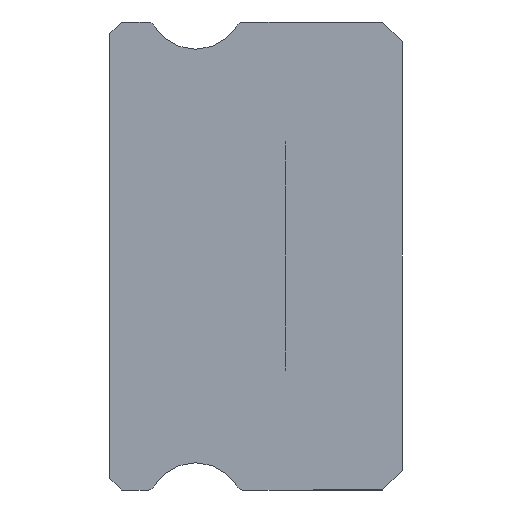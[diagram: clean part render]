
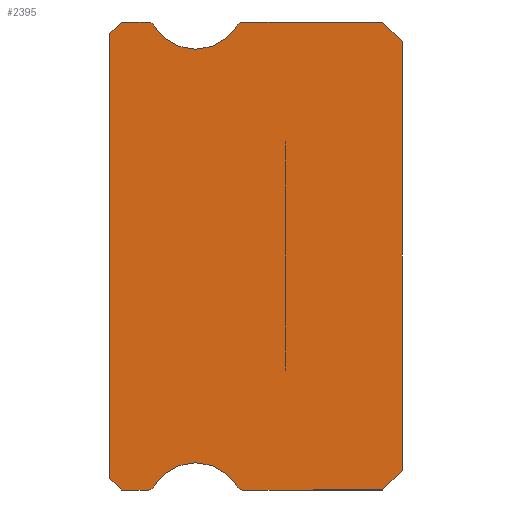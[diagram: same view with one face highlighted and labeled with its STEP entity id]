
A CAD part, left-side view. The second image highlights one B-rep face of the part: STEP entity #2395.
In plain terms, the highlighted planar face has unit normal (-1, 0, 0).
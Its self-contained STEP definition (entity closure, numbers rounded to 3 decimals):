
#38 = DIRECTION ( 'NONE',  ( 0., 0., -1. ) ) ;
#53 = ORIENTED_EDGE ( 'NONE', *, *, #5386, .T. ) ;
#85 = EDGE_LOOP ( 'NONE', ( #6569, #1499, #53, #3280, #5958, #4236, #4296, #3656, #3499, #2020, #4040, #225, #6092, #3344, #5797, #5389, #4070 ) ) ;
#151 = LINE ( 'NONE', #6041, #6501 ) ;
#172 = DIRECTION ( 'NONE',  ( 0., 0.707, -0.707 ) ) ;
#225 = ORIENTED_EDGE ( 'NONE', *, *, #654, .F. ) ;
#227 = LINE ( 'NONE', #6196, #6570 ) ;
#353 = CARTESIAN_POINT ( 'NONE',  ( -5., 4.217, -5.925 ) ) ;
#363 = VERTEX_POINT ( 'NONE', #5309 ) ;
#446 = CARTESIAN_POINT ( 'NONE',  ( -5., 0., 5.5 ) ) ;
#451 = EDGE_CURVE ( 'NONE', #4473, #1154, #1307, .T. ) ;
#465 = CIRCLE ( 'NONE', #5745, 0.15 ) ;
#617 = CARTESIAN_POINT ( 'NONE',  ( -5., 5.3, 6.55 ) ) ;
#654 = EDGE_CURVE ( 'NONE', #1329, #4214, #2330, .T. ) ;
#666 = PLANE ( 'NONE',  #7234 ) ;
#760 = DIRECTION ( 'NONE',  ( 0., 0., -1. ) ) ;
#776 = CARTESIAN_POINT ( 'NONE',  ( -5., 6.383, -5.925 ) ) ;
#804 = EDGE_CURVE ( 'NONE', #4823, #2163, #5227, .T. ) ;
#920 = VERTEX_POINT ( 'NONE', #1940 ) ;
#1098 = DIRECTION ( 'NONE',  ( 0., 0., -1. ) ) ;
#1108 = CARTESIAN_POINT ( 'NONE',  ( -5., 4.088, -6. ) ) ;
#1154 = VERTEX_POINT ( 'NONE', #1108 ) ;
#1192 = VECTOR ( 'NONE', #1465, 1000. ) ;
#1201 = DIRECTION ( 'NONE',  ( 1., 0., 0. ) ) ;
#1221 = VECTOR ( 'NONE', #3851, 1000. ) ;
#1243 = CARTESIAN_POINT ( 'NONE',  ( -5., 6.512, -5.85 ) ) ;
#1307 = LINE ( 'NONE', #1761, #4107 ) ;
#1311 = EDGE_CURVE ( 'NONE', #5198, #2809, #4478, .T. ) ;
#1329 = VERTEX_POINT ( 'NONE', #6546 ) ;
#1341 = CARTESIAN_POINT ( 'NONE',  ( -5., 0.5, 6. ) ) ;
#1351 = DIRECTION ( 'NONE',  ( 1., 0., 0. ) ) ;
#1395 = EDGE_CURVE ( 'NONE', #920, #2718, #227, .T. ) ;
#1413 = CARTESIAN_POINT ( 'NONE',  ( -5., 4.088, -5.85 ) ) ;
#1456 = AXIS2_PLACEMENT_3D ( 'NONE', #617, #5941, #4811 ) ;
#1465 = DIRECTION ( 'NONE',  ( 0., -0.707, -0.707 ) ) ;
#1479 = LINE ( 'NONE', #1997, #2314 ) ;
#1499 = ORIENTED_EDGE ( 'NONE', *, *, #1395, .F. ) ;
#1610 = AXIS2_PLACEMENT_3D ( 'NONE', #7172, #2022, #760 ) ;
#1722 = CARTESIAN_POINT ( 'NONE',  ( -5., 7.2, -6. ) ) ;
#1761 = CARTESIAN_POINT ( 'NONE',  ( -5., 6.512, -6. ) ) ;
#1822 = EDGE_CURVE ( 'NONE', #4214, #7055, #6885, .T. ) ;
#1837 = CIRCLE ( 'NONE', #1610, 0.15 ) ;
#1940 = CARTESIAN_POINT ( 'NONE',  ( -5., 7.5, -5.7 ) ) ;
#1997 = CARTESIAN_POINT ( 'NONE',  ( -5., 0., -5.5 ) ) ;
#2020 = ORIENTED_EDGE ( 'NONE', *, *, #2563, .T. ) ;
#2022 = DIRECTION ( 'NONE',  ( 1., 0., 0. ) ) ;
#2078 = VECTOR ( 'NONE', #2631, 1000. ) ;
#2163 = VERTEX_POINT ( 'NONE', #776 ) ;
#2302 = VECTOR ( 'NONE', #6618, 1000. ) ;
#2314 = VECTOR ( 'NONE', #172, 1000. ) ;
#2330 = LINE ( 'NONE', #2833, #6054 ) ;
#2395 = ADVANCED_FACE ( 'NONE', ( #2432 ), #666, .F. ) ;
#2432 = FACE_OUTER_BOUND ( 'NONE', #85, .T. ) ;
#2468 = LINE ( 'NONE', #5359, #2689 ) ;
#2563 = EDGE_CURVE ( 'NONE', #3684, #7055, #3378, .T. ) ;
#2631 = DIRECTION ( 'NONE',  ( 0., 0., 1. ) ) ;
#2640 = CARTESIAN_POINT ( 'NONE',  ( -5., 0., 5.5 ) ) ;
#2645 = EDGE_CURVE ( 'NONE', #1154, #4823, #6753, .T. ) ;
#2689 = VECTOR ( 'NONE', #3049, 1000. ) ;
#2718 = VERTEX_POINT ( 'NONE', #2821 ) ;
#2771 = EDGE_CURVE ( 'NONE', #2163, #5266, #5362, .T. ) ;
#2809 = VERTEX_POINT ( 'NONE', #7021 ) ;
#2821 = CARTESIAN_POINT ( 'NONE',  ( -5., 7.5, 5.7 ) ) ;
#2833 = CARTESIAN_POINT ( 'NONE',  ( -5., 6.512, 6. ) ) ;
#2840 = DIRECTION ( 'NONE',  ( 0., 0., -1. ) ) ;
#3004 = DIRECTION ( 'NONE',  ( 1., 0., 0. ) ) ;
#3023 = DIRECTION ( 'NONE',  ( 0., 1., 0. ) ) ;
#3049 = DIRECTION ( 'NONE',  ( 0., 0.707, -0.707 ) ) ;
#3142 = DIRECTION ( 'NONE',  ( 0., 0., -1. ) ) ;
#3280 = ORIENTED_EDGE ( 'NONE', *, *, #3814, .T. ) ;
#3344 = ORIENTED_EDGE ( 'NONE', *, *, #6477, .F. ) ;
#3348 = LINE ( 'NONE', #3929, #1221 ) ;
#3378 = LINE ( 'NONE', #446, #2078 ) ;
#3456 = CARTESIAN_POINT ( 'NONE',  ( -5., 6.512, -6. ) ) ;
#3499 = ORIENTED_EDGE ( 'NONE', *, *, #3654, .F. ) ;
#3654 = EDGE_CURVE ( 'NONE', #3684, #4473, #1479, .T. ) ;
#3656 = ORIENTED_EDGE ( 'NONE', *, *, #451, .F. ) ;
#3671 = CARTESIAN_POINT ( 'NONE',  ( -5., 7.2, 6. ) ) ;
#3684 = VERTEX_POINT ( 'NONE', #7185 ) ;
#3713 = DIRECTION ( 'NONE',  ( 0., -0.707, -0.707 ) ) ;
#3759 = CARTESIAN_POINT ( 'NONE',  ( -5., 0.5, 6. ) ) ;
#3798 = CARTESIAN_POINT ( 'NONE',  ( -5., 6.383, 5.925 ) ) ;
#3814 = EDGE_CURVE ( 'NONE', #7297, #5266, #3348, .T. ) ;
#3851 = DIRECTION ( 'NONE',  ( 0., -1., 0. ) ) ;
#3929 = CARTESIAN_POINT ( 'NONE',  ( -5., 6.512, -6. ) ) ;
#3958 = VERTEX_POINT ( 'NONE', #6206 ) ;
#4040 = ORIENTED_EDGE ( 'NONE', *, *, #1822, .F. ) ;
#4070 = ORIENTED_EDGE ( 'NONE', *, *, #6192, .T. ) ;
#4096 = CARTESIAN_POINT ( 'NONE',  ( -5., 5.3, 6.55 ) ) ;
#4104 = DIRECTION ( 'NONE',  ( -1., 0., 0. ) ) ;
#4107 = VECTOR ( 'NONE', #3023, 1000. ) ;
#4214 = VERTEX_POINT ( 'NONE', #1341 ) ;
#4236 = ORIENTED_EDGE ( 'NONE', *, *, #804, .F. ) ;
#4255 = AXIS2_PLACEMENT_3D ( 'NONE', #1243, #1201, #1098 ) ;
#4296 = ORIENTED_EDGE ( 'NONE', *, *, #2645, .F. ) ;
#4473 = VERTEX_POINT ( 'NONE', #5147 ) ;
#4478 = CIRCLE ( 'NONE', #4729, 1.25 ) ;
#4653 = EDGE_CURVE ( 'NONE', #3958, #2718, #2468, .T. ) ;
#4729 = AXIS2_PLACEMENT_3D ( 'NONE', #4096, #4789, #6578 ) ;
#4789 = DIRECTION ( 'NONE',  ( -1., 0., 0. ) ) ;
#4811 = DIRECTION ( 'NONE',  ( 0., 0., -1. ) ) ;
#4823 = VERTEX_POINT ( 'NONE', #353 ) ;
#4879 = CARTESIAN_POINT ( 'NONE',  ( -5., 4.088, 5.85 ) ) ;
#4896 = VERTEX_POINT ( 'NONE', #5344 ) ;
#5048 = AXIS2_PLACEMENT_3D ( 'NONE', #1413, #6082, #7320 ) ;
#5147 = CARTESIAN_POINT ( 'NONE',  ( -5., 0.5, -6. ) ) ;
#5198 = VERTEX_POINT ( 'NONE', #3798 ) ;
#5227 = CIRCLE ( 'NONE', #7292, 1.25 ) ;
#5266 = VERTEX_POINT ( 'NONE', #3456 ) ;
#5309 = CARTESIAN_POINT ( 'NONE',  ( -5., 6.512, 6. ) ) ;
#5322 = CARTESIAN_POINT ( 'NONE',  ( -5., 6.512, 5.85 ) ) ;
#5344 = CARTESIAN_POINT ( 'NONE',  ( -5., 4.217, 5.925 ) ) ;
#5359 = CARTESIAN_POINT ( 'NONE',  ( -5., 7.5, 5.7 ) ) ;
#5362 = CIRCLE ( 'NONE', #4255, 0.15 ) ;
#5386 = EDGE_CURVE ( 'NONE', #920, #7297, #151, .T. ) ;
#5389 = ORIENTED_EDGE ( 'NONE', *, *, #7362, .F. ) ;
#5503 = CIRCLE ( 'NONE', #1456, 1.25 ) ;
#5745 = AXIS2_PLACEMENT_3D ( 'NONE', #4879, #1351, #3142 ) ;
#5797 = ORIENTED_EDGE ( 'NONE', *, *, #1311, .F. ) ;
#5941 = DIRECTION ( 'NONE',  ( -1., 0., 0. ) ) ;
#5958 = ORIENTED_EDGE ( 'NONE', *, *, #2771, .F. ) ;
#6041 = CARTESIAN_POINT ( 'NONE',  ( -5., 7.2, -6. ) ) ;
#6054 = VECTOR ( 'NONE', #7027, 1000. ) ;
#6071 = DIRECTION ( 'NONE',  ( 0., 0., 1. ) ) ;
#6073 = LINE ( 'NONE', #3671, #2302 ) ;
#6082 = DIRECTION ( 'NONE',  ( 1., 0., 0. ) ) ;
#6092 = ORIENTED_EDGE ( 'NONE', *, *, #6558, .F. ) ;
#6192 = EDGE_CURVE ( 'NONE', #363, #3958, #6073, .T. ) ;
#6196 = CARTESIAN_POINT ( 'NONE',  ( -5., 7.5, 5.85 ) ) ;
#6206 = CARTESIAN_POINT ( 'NONE',  ( -5., 7.2, 6. ) ) ;
#6477 = EDGE_CURVE ( 'NONE', #2809, #4896, #5503, .T. ) ;
#6501 = VECTOR ( 'NONE', #3713, 1000. ) ;
#6546 = CARTESIAN_POINT ( 'NONE',  ( -5., 4.088, 6. ) ) ;
#6558 = EDGE_CURVE ( 'NONE', #4896, #1329, #465, .T. ) ;
#6569 = ORIENTED_EDGE ( 'NONE', *, *, #4653, .T. ) ;
#6570 = VECTOR ( 'NONE', #6071, 1000. ) ;
#6578 = DIRECTION ( 'NONE',  ( 0., 0., -1. ) ) ;
#6618 = DIRECTION ( 'NONE',  ( 0., 1., 0. ) ) ;
#6753 = CIRCLE ( 'NONE', #5048, 0.15 ) ;
#6885 = LINE ( 'NONE', #3759, #1192 ) ;
#7021 = CARTESIAN_POINT ( 'NONE',  ( -5., 5.3, 5.3 ) ) ;
#7027 = DIRECTION ( 'NONE',  ( 0., -1., 0. ) ) ;
#7032 = CARTESIAN_POINT ( 'NONE',  ( -5., 5.3, -6.55 ) ) ;
#7055 = VERTEX_POINT ( 'NONE', #2640 ) ;
#7172 = CARTESIAN_POINT ( 'NONE',  ( -5., 6.512, 5.85 ) ) ;
#7185 = CARTESIAN_POINT ( 'NONE',  ( -5., 0., -5.5 ) ) ;
#7234 = AXIS2_PLACEMENT_3D ( 'NONE', #5322, #3004, #38 ) ;
#7292 = AXIS2_PLACEMENT_3D ( 'NONE', #7032, #4104, #2840 ) ;
#7297 = VERTEX_POINT ( 'NONE', #1722 ) ;
#7320 = DIRECTION ( 'NONE',  ( 0., 0., -1. ) ) ;
#7362 = EDGE_CURVE ( 'NONE', #363, #5198, #1837, .T. ) ;
